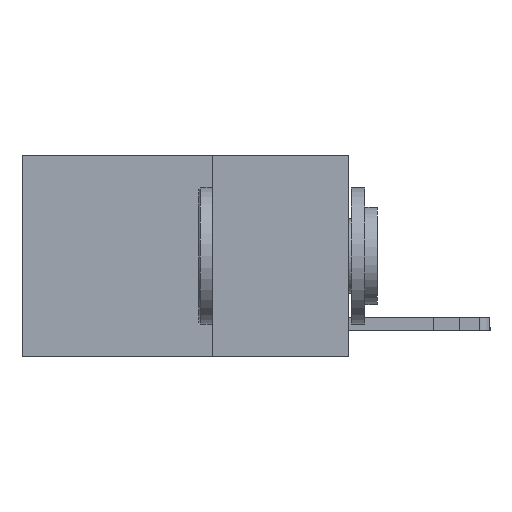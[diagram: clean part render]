
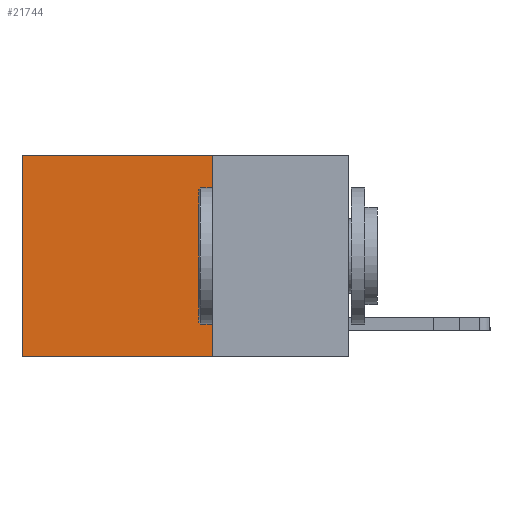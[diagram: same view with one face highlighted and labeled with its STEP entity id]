
A CAD part, left-side view. The second image highlights one B-rep face of the part: STEP entity #21744.
In plain terms, the highlighted planar face has unit normal (-1, 0, 0).
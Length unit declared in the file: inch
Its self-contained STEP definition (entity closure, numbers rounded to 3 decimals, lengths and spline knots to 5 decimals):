
#41 = EDGE_CURVE ( 'NONE', #19863, #7055, #14365, .T. ) ;
#216 = EDGE_CURVE ( 'NONE', #5110, #7055, #12867, .T. ) ;
#467 = CARTESIAN_POINT ( 'NONE',  ( 0.2625, 0.6, 0. ) ) ;
#958 = VECTOR ( 'NONE', #15824, 39.37008 ) ;
#1266 = CARTESIAN_POINT ( 'NONE',  ( 0.2625, 0.6, 0. ) ) ;
#1280 = CARTESIAN_POINT ( 'NONE',  ( 0.2625, 0.25, -0.37 ) ) ;
#1354 = VECTOR ( 'NONE', #5838, 39.37008 ) ;
#1479 = ORIENTED_EDGE ( 'NONE', *, *, #41, .T. ) ;
#2185 = EDGE_CURVE ( 'NONE', #20257, #5110, #9486, .T. ) ;
#2479 = EDGE_LOOP ( 'NONE', ( #1479, #7614, #26601, #25944 ) ) ;
#5110 = VERTEX_POINT ( 'NONE', #1280 ) ;
#5271 = VECTOR ( 'NONE', #22598, 39.37008 ) ;
#5707 = DIRECTION ( 'NONE',  ( 0., 0., -1. ) ) ;
#5838 = DIRECTION ( 'NONE',  ( 0., 0., -1. ) ) ;
#5841 = CARTESIAN_POINT ( 'NONE',  ( 0.2625, 0.25, 0. ) ) ;
#7034 = VECTOR ( 'NONE', #25689, 39.37008 ) ;
#7055 = VERTEX_POINT ( 'NONE', #22686 ) ;
#7614 = ORIENTED_EDGE ( 'NONE', *, *, #216, .F. ) ;
#7862 = FACE_OUTER_BOUND ( 'NONE', #2479, .T. ) ;
#9486 = LINE ( 'NONE', #18221, #1354 ) ;
#10247 = LINE ( 'NONE', #18471, #958 ) ;
#12867 = LINE ( 'NONE', #17454, #7034 ) ;
#12896 = EDGE_CURVE ( 'NONE', #20257, #19863, #10247, .T. ) ;
#14365 = LINE ( 'NONE', #467, #5271 ) ;
#15538 = CARTESIAN_POINT ( 'NONE',  ( 0.2625, 0.25, 0. ) ) ;
#15824 = DIRECTION ( 'NONE',  ( 0., 1., 0. ) ) ;
#16888 = AXIS2_PLACEMENT_3D ( 'NONE', #5841, #24159, #5707 ) ;
#17454 = CARTESIAN_POINT ( 'NONE',  ( 0.2625, 0.25, -0.37 ) ) ;
#17954 = PLANE ( 'NONE',  #16888 ) ;
#18221 = CARTESIAN_POINT ( 'NONE',  ( 0.2625, 0.25, 0. ) ) ;
#18471 = CARTESIAN_POINT ( 'NONE',  ( 0.2625, 0.25, 0. ) ) ;
#19863 = VERTEX_POINT ( 'NONE', #1266 ) ;
#20257 = VERTEX_POINT ( 'NONE', #15538 ) ;
#21744 = ADVANCED_FACE ( 'NONE', ( #7862 ), #17954, .F. ) ;
#22598 = DIRECTION ( 'NONE',  ( 0., 0., -1. ) ) ;
#22686 = CARTESIAN_POINT ( 'NONE',  ( 0.2625, 0.6, -0.37 ) ) ;
#24159 = DIRECTION ( 'NONE',  ( 1., 0., 0. ) ) ;
#25689 = DIRECTION ( 'NONE',  ( 0., 1., 0. ) ) ;
#25944 = ORIENTED_EDGE ( 'NONE', *, *, #12896, .T. ) ;
#26601 = ORIENTED_EDGE ( 'NONE', *, *, #2185, .F. ) ;
